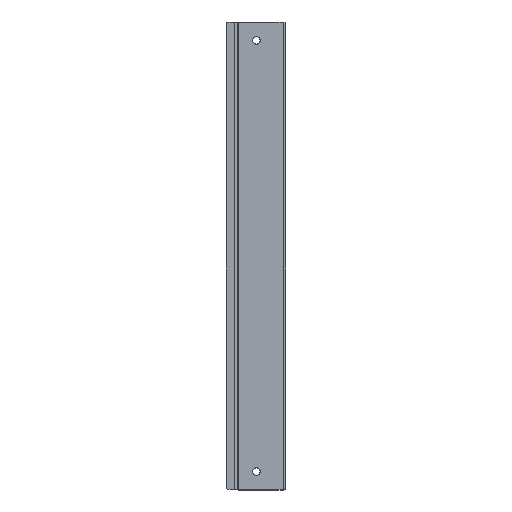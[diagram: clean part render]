
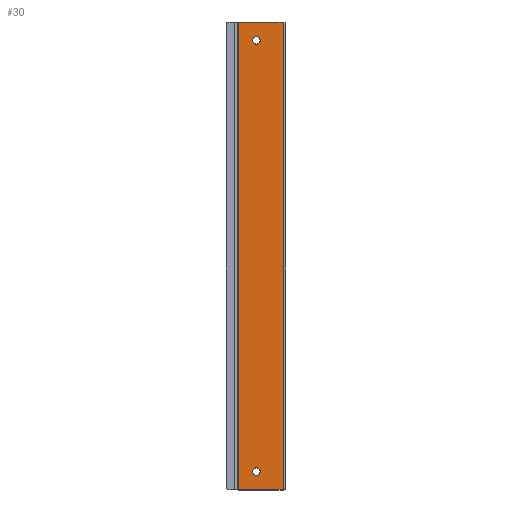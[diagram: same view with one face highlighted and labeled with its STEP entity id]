
A CAD part, top view. The second image highlights one B-rep face of the part: STEP entity #30.
In plain terms, the highlighted planar face has unit normal (0, 0, 1).
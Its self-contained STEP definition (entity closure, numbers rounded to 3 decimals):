
#24=FACE_BOUND('',#83,.T.);
#25=FACE_BOUND('',#84,.T.);
#30=ADVANCED_FACE('',(#56,#24,#25),#490,.T.);
#56=FACE_OUTER_BOUND('',#82,.T.);
#82=EDGE_LOOP('',(#120,#121,#122,#123));
#83=EDGE_LOOP('',(#124,#125));
#84=EDGE_LOOP('',(#126,#127));
#120=ORIENTED_EDGE('',*,*,#262,.T.);
#121=ORIENTED_EDGE('',*,*,#265,.T.);
#122=ORIENTED_EDGE('',*,*,#264,.F.);
#123=ORIENTED_EDGE('',*,*,#267,.F.);
#124=ORIENTED_EDGE('',*,*,#316,.T.);
#125=ORIENTED_EDGE('',*,*,#322,.T.);
#126=ORIENTED_EDGE('',*,*,#319,.T.);
#127=ORIENTED_EDGE('',*,*,#325,.T.);
#262=EDGE_CURVE('',#429,#428,#394,.T.);
#264=EDGE_CURVE('',#431,#430,#396,.T.);
#265=EDGE_CURVE('',#428,#430,#397,.T.);
#267=EDGE_CURVE('',#429,#431,#399,.T.);
#316=EDGE_CURVE('',#466,#471,#351,.T.);
#319=EDGE_CURVE('',#468,#473,#353,.T.);
#322=EDGE_CURVE('',#471,#466,#355,.T.);
#325=EDGE_CURVE('',#473,#468,#357,.T.);
#351=TRIMMED_CURVE($,#379,(#882),(#883),.T.,.CARTESIAN.);
#353=TRIMMED_CURVE($,#381,(#890),(#891),.T.,.CARTESIAN.);
#355=TRIMMED_CURVE($,#383,(#898),(#899),.T.,.CARTESIAN.);
#357=TRIMMED_CURVE($,#385,(#906),(#907),.T.,.CARTESIAN.);
#379=CIRCLE('',#567,2.05);
#381=CIRCLE('',#569,2.05);
#383=CIRCLE('',#571,2.05);
#385=CIRCLE('',#573,2.05);
#394=B_SPLINE_CURVE_WITH_KNOTS('',1,(#752,#753),.UNSPECIFIED.,.F.,.F.,(2,
2),(0.,24.5),.UNSPECIFIED.);
#396=B_SPLINE_CURVE_WITH_KNOTS('',1,(#756,#757),.UNSPECIFIED.,.F.,.F.,(2,
2),(0.,24.5),.UNSPECIFIED.);
#397=B_SPLINE_CURVE_WITH_KNOTS('',1,(#758,#759),.UNSPECIFIED.,.F.,.F.,(2,
2),(0.,255.),.UNSPECIFIED.);
#399=B_SPLINE_CURVE_WITH_KNOTS('',1,(#762,#763),.UNSPECIFIED.,.F.,.F.,(2,
2),(0.,255.),.UNSPECIFIED.);
#428=VERTEX_POINT('',#690);
#429=VERTEX_POINT('',#691);
#430=VERTEX_POINT('',#692);
#431=VERTEX_POINT('',#693);
#466=VERTEX_POINT('',#728);
#468=VERTEX_POINT('',#730);
#471=VERTEX_POINT('',#733);
#473=VERTEX_POINT('',#735);
#490=PLANE('',#522);
#522=AXIS2_PLACEMENT_3D('',#664,#579,$);
#567=AXIS2_PLACEMENT_3D($,#881,#645,#646);
#569=AXIS2_PLACEMENT_3D($,#889,#649,#650);
#571=AXIS2_PLACEMENT_3D($,#897,#653,#654);
#573=AXIS2_PLACEMENT_3D($,#905,#657,#658);
#579=DIRECTION('',(0.,0.,1.));
#645=DIRECTION('',(0.,0.,-1.));
#646=DIRECTION('',(1.,0.,0.));
#649=DIRECTION('',(0.,0.,-1.));
#650=DIRECTION('',(1.,0.,0.));
#653=DIRECTION('',(0.,0.,-1.));
#654=DIRECTION('',(-1.,0.,0.));
#657=DIRECTION('',(0.,0.,-1.));
#658=DIRECTION('',(-1.,0.,0.));
#664=CARTESIAN_POINT('',(159.,127.5,-7.));
#690=CARTESIAN_POINT('',(134.,127.5,-7.));
#691=CARTESIAN_POINT('',(158.5,127.5,-7.));
#692=CARTESIAN_POINT('',(134.,-127.5,-7.));
#693=CARTESIAN_POINT('',(158.5,-127.5,-7.));
#728=CARTESIAN_POINT('',(146.05,-117.5,-7.));
#730=CARTESIAN_POINT('',(146.05,117.5,-7.));
#733=CARTESIAN_POINT('',(141.95,-117.5,-7.));
#735=CARTESIAN_POINT('',(141.95,117.5,-7.));
#752=CARTESIAN_POINT('',(158.5,127.5,-7.));
#753=CARTESIAN_POINT('',(134.,127.5,-7.));
#756=CARTESIAN_POINT('',(158.5,-127.5,-7.));
#757=CARTESIAN_POINT('',(134.,-127.5,-7.));
#758=CARTESIAN_POINT('',(134.,127.5,-7.));
#759=CARTESIAN_POINT('',(134.,-127.5,-7.));
#762=CARTESIAN_POINT('',(158.5,127.5,-7.));
#763=CARTESIAN_POINT('',(158.5,-127.5,-7.));
#881=CARTESIAN_POINT('',(144.,-117.5,-7.));
#882=CARTESIAN_POINT('',(146.05,-117.5,-7.));
#883=CARTESIAN_POINT('',(141.95,-117.5,-7.));
#889=CARTESIAN_POINT('',(144.,117.5,-7.));
#890=CARTESIAN_POINT('',(146.05,117.5,-7.));
#891=CARTESIAN_POINT('',(141.95,117.5,-7.));
#897=CARTESIAN_POINT('',(144.,-117.5,-7.));
#898=CARTESIAN_POINT('',(141.95,-117.5,-7.));
#899=CARTESIAN_POINT('',(146.05,-117.5,-7.));
#905=CARTESIAN_POINT('',(144.,117.5,-7.));
#906=CARTESIAN_POINT('',(141.95,117.5,-7.));
#907=CARTESIAN_POINT('',(146.05,117.5,-7.));
